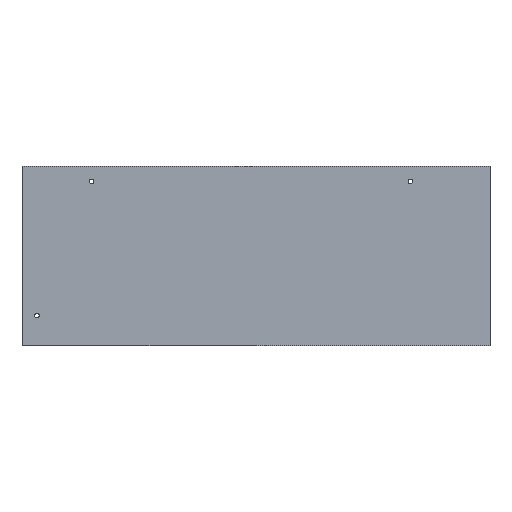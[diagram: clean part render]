
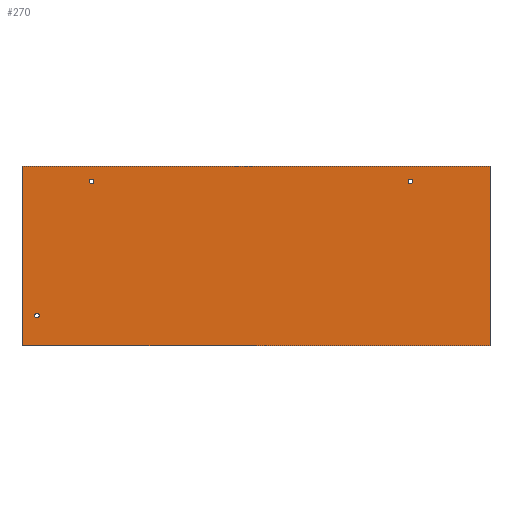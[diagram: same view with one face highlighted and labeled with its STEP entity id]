
A CAD part, top view. The second image highlights one B-rep face of the part: STEP entity #270.
In plain terms, the highlighted planar face has unit normal (0, 0, 1).
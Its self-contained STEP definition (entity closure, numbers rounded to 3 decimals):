
#2 = VERTEX_POINT ( 'NONE', #374 ) ;
#3 = FACE_BOUND ( 'NONE', #239, .T. ) ;
#4 = VERTEX_POINT ( 'NONE', #213 ) ;
#10 = EDGE_CURVE ( 'NONE', #30, #353, #51, .T. ) ;
#26 = EDGE_CURVE ( 'NONE', #204, #275, #89, .T. ) ;
#29 = FACE_BOUND ( 'NONE', #260, .T. ) ;
#30 = VERTEX_POINT ( 'NONE', #271 ) ;
#31 = CARTESIAN_POINT ( 'NONE',  ( -165., -15., 2. ) ) ;
#33 = ORIENTED_EDGE ( 'NONE', *, *, #224, .T. ) ;
#35 = AXIS2_PLACEMENT_3D ( 'NONE', #31, #205, #231 ) ;
#39 = CARTESIAN_POINT ( 'NONE',  ( -235., 0., 2. ) ) ;
#49 = CARTESIAN_POINT ( 'NONE',  ( -165., -15., 2. ) ) ;
#51 = CIRCLE ( 'NONE', #188, 2.25 ) ;
#55 = DIRECTION ( 'NONE',  ( 0., 0., 1. ) ) ;
#58 = DIRECTION ( 'NONE',  ( 1., 0., 0. ) ) ;
#62 = VECTOR ( 'NONE', #361, 1000. ) ;
#67 = AXIS2_PLACEMENT_3D ( 'NONE', #49, #277, #315 ) ;
#78 = ORIENTED_EDGE ( 'NONE', *, *, #317, .T. ) ;
#82 = CIRCLE ( 'NONE', #67, 2.25 ) ;
#88 = VECTOR ( 'NONE', #253, 1000. ) ;
#89 = LINE ( 'NONE', #39, #286 ) ;
#99 = ORIENTED_EDGE ( 'NONE', *, *, #156, .F. ) ;
#106 = AXIS2_PLACEMENT_3D ( 'NONE', #128, #384, #283 ) ;
#111 = DIRECTION ( 'NONE',  ( 1., 0., 0. ) ) ;
#123 = CARTESIAN_POINT ( 'NONE',  ( -235., -180., 2. ) ) ;
#124 = CARTESIAN_POINT ( 'NONE',  ( 0., 0., 2. ) ) ;
#128 = CARTESIAN_POINT ( 'NONE',  ( -220., -150., 2. ) ) ;
#132 = CIRCLE ( 'NONE', #148, 2.25 ) ;
#133 = CARTESIAN_POINT ( 'NONE',  ( 235., 0., 2. ) ) ;
#139 = ORIENTED_EDGE ( 'NONE', *, *, #362, .F. ) ;
#144 = CARTESIAN_POINT ( 'NONE',  ( -220., -150., 2. ) ) ;
#148 = AXIS2_PLACEMENT_3D ( 'NONE', #187, #55, #58 ) ;
#151 = LINE ( 'NONE', #154, #88 ) ;
#152 = ORIENTED_EDGE ( 'NONE', *, *, #170, .F. ) ;
#154 = CARTESIAN_POINT ( 'NONE',  ( -235., 0., 2. ) ) ;
#155 = CARTESIAN_POINT ( 'NONE',  ( -167.25, -15., 2. ) ) ;
#156 = EDGE_CURVE ( 'NONE', #400, #192, #82, .T. ) ;
#160 = ORIENTED_EDGE ( 'NONE', *, *, #278, .F. ) ;
#163 = FACE_BOUND ( 'NONE', #183, .T. ) ;
#170 = EDGE_CURVE ( 'NONE', #2, #4, #132, .T. ) ;
#177 = EDGE_LOOP ( 'NONE', ( #212, #33, #291, #78 ) ) ;
#183 = EDGE_LOOP ( 'NONE', ( #152, #139 ) ) ;
#187 = CARTESIAN_POINT ( 'NONE',  ( 155., -15., 2. ) ) ;
#188 = AXIS2_PLACEMENT_3D ( 'NONE', #144, #305, #111 ) ;
#192 = VERTEX_POINT ( 'NONE', #155 ) ;
#194 = CARTESIAN_POINT ( 'NONE',  ( -235., -180., 2. ) ) ;
#198 = DIRECTION ( 'NONE',  ( 0., 0., 1. ) ) ;
#199 = CARTESIAN_POINT ( 'NONE',  ( 235., 0., 2. ) ) ;
#202 = CIRCLE ( 'NONE', #106, 2.25 ) ;
#204 = VERTEX_POINT ( 'NONE', #324 ) ;
#205 = DIRECTION ( 'NONE',  ( 0., 0., 1. ) ) ;
#210 = DIRECTION ( 'NONE',  ( 0., -1., 0. ) ) ;
#212 = ORIENTED_EDGE ( 'NONE', *, *, #26, .T. ) ;
#213 = CARTESIAN_POINT ( 'NONE',  ( 152.75, -15., 2. ) ) ;
#221 = DIRECTION ( 'NONE',  ( 0., 0., 1. ) ) ;
#224 = EDGE_CURVE ( 'NONE', #275, #369, #409, .T. ) ;
#231 = DIRECTION ( 'NONE',  ( 1., 0., 0. ) ) ;
#237 = CARTESIAN_POINT ( 'NONE',  ( -222.25, -150., 2. ) ) ;
#239 = EDGE_LOOP ( 'NONE', ( #99, #377 ) ) ;
#253 = DIRECTION ( 'NONE',  ( -1., 0., 0. ) ) ;
#260 = EDGE_LOOP ( 'NONE', ( #266, #160 ) ) ;
#266 = ORIENTED_EDGE ( 'NONE', *, *, #10, .F. ) ;
#270 = ADVANCED_FACE ( 'NONE', ( #29, #163, #3, #420 ), #323, .T. ) ;
#271 = CARTESIAN_POINT ( 'NONE',  ( -217.75, -150., 2. ) ) ;
#275 = VERTEX_POINT ( 'NONE', #194 ) ;
#277 = DIRECTION ( 'NONE',  ( 0., 0., 1. ) ) ;
#278 = EDGE_CURVE ( 'NONE', #353, #30, #202, .T. ) ;
#283 = DIRECTION ( 'NONE',  ( 1., 0., 0. ) ) ;
#284 = VECTOR ( 'NONE', #383, 1000. ) ;
#286 = VECTOR ( 'NONE', #210, 1000. ) ;
#291 = ORIENTED_EDGE ( 'NONE', *, *, #394, .T. ) ;
#293 = DIRECTION ( 'NONE',  ( 1., 0., 0. ) ) ;
#305 = DIRECTION ( 'NONE',  ( 0., 0., 1. ) ) ;
#315 = DIRECTION ( 'NONE',  ( 1., 0., 0. ) ) ;
#317 = EDGE_CURVE ( 'NONE', #341, #204, #151, .T. ) ;
#323 = PLANE ( 'NONE',  #399 ) ;
#324 = CARTESIAN_POINT ( 'NONE',  ( -235., 0., 2. ) ) ;
#330 = CARTESIAN_POINT ( 'NONE',  ( 235., -180., 2. ) ) ;
#336 = CIRCLE ( 'NONE', #35, 2.25 ) ;
#339 = EDGE_CURVE ( 'NONE', #192, #400, #336, .T. ) ;
#341 = VERTEX_POINT ( 'NONE', #199 ) ;
#353 = VERTEX_POINT ( 'NONE', #237 ) ;
#355 = DIRECTION ( 'NONE',  ( 1., 0., 0. ) ) ;
#356 = LINE ( 'NONE', #133, #62 ) ;
#360 = AXIS2_PLACEMENT_3D ( 'NONE', #423, #198, #293 ) ;
#361 = DIRECTION ( 'NONE',  ( 0., 1., 0. ) ) ;
#362 = EDGE_CURVE ( 'NONE', #4, #2, #398, .T. ) ;
#369 = VERTEX_POINT ( 'NONE', #330 ) ;
#374 = CARTESIAN_POINT ( 'NONE',  ( 157.25, -15., 2. ) ) ;
#377 = ORIENTED_EDGE ( 'NONE', *, *, #339, .F. ) ;
#383 = DIRECTION ( 'NONE',  ( 1., 0., 0. ) ) ;
#384 = DIRECTION ( 'NONE',  ( 0., 0., 1. ) ) ;
#394 = EDGE_CURVE ( 'NONE', #369, #341, #356, .T. ) ;
#398 = CIRCLE ( 'NONE', #360, 2.25 ) ;
#399 = AXIS2_PLACEMENT_3D ( 'NONE', #124, #221, #355 ) ;
#400 = VERTEX_POINT ( 'NONE', #421 ) ;
#409 = LINE ( 'NONE', #123, #284 ) ;
#420 = FACE_OUTER_BOUND ( 'NONE', #177, .T. ) ;
#421 = CARTESIAN_POINT ( 'NONE',  ( -162.75, -15., 2. ) ) ;
#423 = CARTESIAN_POINT ( 'NONE',  ( 155., -15., 2. ) ) ;
